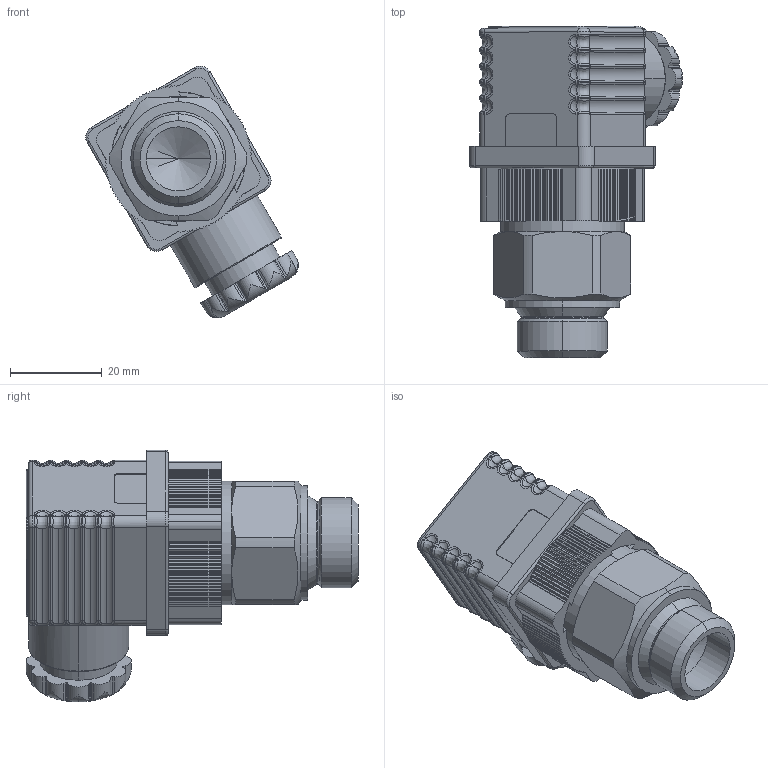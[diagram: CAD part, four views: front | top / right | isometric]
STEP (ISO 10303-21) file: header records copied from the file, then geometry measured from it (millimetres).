
FILE_DESCRIPTION (( 'STEP AP214' ), '1' );
FILE_NAME ('507.STEP', '2020-02-13T10:30:47', ( '' ), ( '' ), 'SwSTEP 2.0', 'SolidWorks 2019', '' );
FILE_SCHEMA (( 'AUTOMOTIVE_DESIGN' ));
Length unit declared in the file: millimetre
Products named in the file (1): 507
Bounding box: 46.49 x 72.55 x 55 mm (x, y, z)
Surface area: 13584.7 mm2 (no closed solid volume)
Topology: 0 solids, 5 shells, 659 faces, 1901 edges, 1213 vertices
Faces by surface type: plane 267, cylinder 236, bspline 86, torus 44, cone 16, sphere 10
Entity records: 31774 total; most frequent: CARTESIAN_POINT 7822, ORIENTED_EDGE 3590, DIRECTION 3355, EDGE_CURVE 1895, VERTEX_POINT 1213, AXIS2_PLACEMENT_3D 1174, VECTOR 1007, LINE 1007
